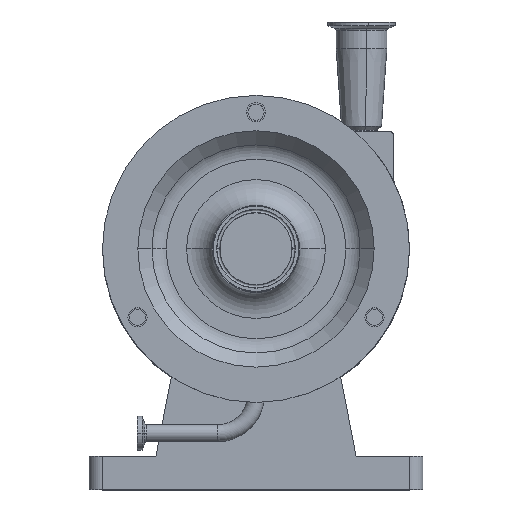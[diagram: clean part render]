
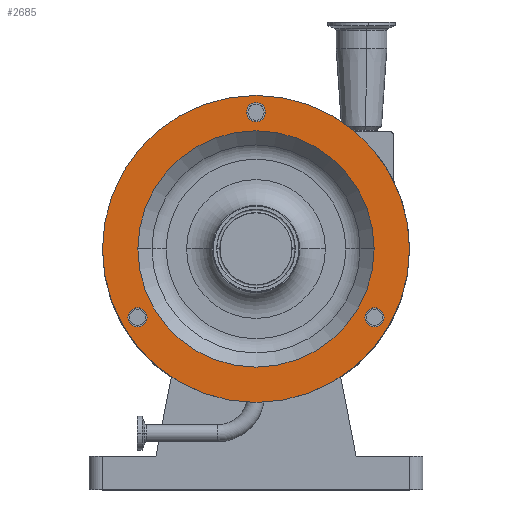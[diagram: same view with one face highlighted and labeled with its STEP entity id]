
A CAD part, top view. The second image highlights one B-rep face of the part: STEP entity #2685.
In plain terms, the highlighted planar face has unit normal (0, 0, 1).
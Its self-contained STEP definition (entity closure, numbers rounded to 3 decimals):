
#793 = VERTEX_POINT ( 'NONE', #4473 ) ;
#797 = VERTEX_POINT ( 'NONE', #4471 ) ;
#823 = VERTEX_POINT ( 'NONE', #4477 ) ;
#824 = VERTEX_POINT ( 'NONE', #4503 ) ;
#825 = EDGE_CURVE ( 'NONE', #823, #824, #4491, .T. ) ;
#887 = EDGE_CURVE ( 'NONE', #1003, #1014, #4626, .T. ) ;
#895 = VERTEX_POINT ( 'NONE', #4457 ) ;
#900 = VERTEX_POINT ( 'NONE', #4509 ) ;
#901 = EDGE_CURVE ( 'NONE', #895, #900, #4680, .T. ) ;
#945 = VERTEX_POINT ( 'NONE', #4761 ) ;
#1003 = VERTEX_POINT ( 'NONE', #4933 ) ;
#1014 = VERTEX_POINT ( 'NONE', #5000 ) ;
#1043 = EDGE_CURVE ( 'NONE', #797, #793, #5033, .T. ) ;
#1048 = EDGE_CURVE ( 'NONE', #1049, #945, #5021, .T. ) ;
#1049 = VERTEX_POINT ( 'NONE', #4986 ) ;
#2537 = EDGE_LOOP ( 'NONE', ( #2542, #2540 ) ) ;
#2538 = ORIENTED_EDGE ( 'NONE', *, *, #901, .F. ) ;
#2539 = ORIENTED_EDGE ( 'NONE', *, *, #1048, .T. ) ;
#2540 = ORIENTED_EDGE ( 'NONE', *, *, #1043, .F. ) ;
#2541 = EDGE_LOOP ( 'NONE', ( #2543, #2545 ) ) ;
#2542 = ORIENTED_EDGE ( 'NONE', *, *, #2688, .F. ) ;
#2543 = ORIENTED_EDGE ( 'NONE', *, *, #2564, .F. ) ;
#2544 = EDGE_LOOP ( 'NONE', ( #2546, #2538 ) ) ;
#2545 = ORIENTED_EDGE ( 'NONE', *, *, #887, .F. ) ;
#2546 = ORIENTED_EDGE ( 'NONE', *, *, #2694, .F. ) ;
#2548 = EDGE_LOOP ( 'NONE', ( #2539, #2862 ) ) ;
#2564 = EDGE_CURVE ( 'NONE', #1014, #1003, #7996, .T. ) ;
#2586 = EDGE_CURVE ( 'NONE', #824, #823, #7965, .T. ) ;
#2685 = ADVANCED_FACE ( 'NONE', ( #8169, #8130, #8173, #8122, #8175 ), #8167, .F. ) ;
#2688 = EDGE_CURVE ( 'NONE', #793, #797, #8117, .T. ) ;
#2694 = EDGE_CURVE ( 'NONE', #900, #895, #8108, .T. ) ;
#2703 = EDGE_CURVE ( 'NONE', #945, #1049, #8286, .T. ) ;
#2754 = ORIENTED_EDGE ( 'NONE', *, *, #825, .F. ) ;
#2851 = ORIENTED_EDGE ( 'NONE', *, *, #2586, .F. ) ;
#2862 = ORIENTED_EDGE ( 'NONE', *, *, #2703, .T. ) ;
#2897 = EDGE_LOOP ( 'NONE', ( #2851, #2754 ) ) ;
#4457 = CARTESIAN_POINT ( 'NONE',  ( -7.144, 102.5, 194. ) ) ;
#4471 = CARTESIAN_POINT ( 'NONE',  ( -95.911, -51.25, 194. ) ) ;
#4473 = CARTESIAN_POINT ( 'NONE',  ( -81.624, -51.25, 194. ) ) ;
#4477 = CARTESIAN_POINT ( 'NONE',  ( -88.5, 0., 194. ) ) ;
#4478 = DIRECTION ( 'NONE',  ( 1., 0., 0. ) ) ;
#4479 = DIRECTION ( 'NONE',  ( 0., 0., 1. ) ) ;
#4485 = AXIS2_PLACEMENT_3D ( 'NONE', #4500, #4479, #4478 ) ;
#4491 = CIRCLE ( 'NONE', #4485, 88.5 ) ;
#4500 = CARTESIAN_POINT ( 'NONE',  ( 0., 0., 194. ) ) ;
#4503 = CARTESIAN_POINT ( 'NONE',  ( 88.5, 0., 194. ) ) ;
#4509 = CARTESIAN_POINT ( 'NONE',  ( 7.144, 102.5, 194. ) ) ;
#4601 = DIRECTION ( 'NONE',  ( 1., 0., 0. ) ) ;
#4602 = DIRECTION ( 'NONE',  ( 0., 0., 1. ) ) ;
#4603 = CARTESIAN_POINT ( 'NONE',  ( 88.768, -51.25, 194. ) ) ;
#4625 = AXIS2_PLACEMENT_3D ( 'NONE', #4603, #4602, #4601 ) ;
#4626 = CIRCLE ( 'NONE', #4625, 7.144 ) ;
#4680 = CIRCLE ( 'NONE', #4782, 7.144 ) ;
#4686 = DIRECTION ( 'NONE',  ( 0., 0., 1. ) ) ;
#4709 = CARTESIAN_POINT ( 'NONE',  ( 0., 102.5, 194. ) ) ;
#4740 = DIRECTION ( 'NONE',  ( 1., 0., 0. ) ) ;
#4761 = CARTESIAN_POINT ( 'NONE',  ( -115., 0., 194. ) ) ;
#4782 = AXIS2_PLACEMENT_3D ( 'NONE', #4709, #4686, #4740 ) ;
#4933 = CARTESIAN_POINT ( 'NONE',  ( 81.624, -51.25, 194. ) ) ;
#4940 = DIRECTION ( 'NONE',  ( 1., 0., 0. ) ) ;
#4941 = DIRECTION ( 'NONE',  ( 0., 0., 1. ) ) ;
#4949 = CARTESIAN_POINT ( 'NONE',  ( 0., 0., 194. ) ) ;
#4951 = DIRECTION ( 'NONE',  ( 1., 0., 0. ) ) ;
#4952 = DIRECTION ( 'NONE',  ( 0., 0., 1. ) ) ;
#4979 = AXIS2_PLACEMENT_3D ( 'NONE', #4949, #4941, #4940 ) ;
#4980 = AXIS2_PLACEMENT_3D ( 'NONE', #4987, #4952, #4951 ) ;
#4986 = CARTESIAN_POINT ( 'NONE',  ( 115., 0., 194. ) ) ;
#4987 = CARTESIAN_POINT ( 'NONE',  ( -88.768, -51.25, 194. ) ) ;
#5000 = CARTESIAN_POINT ( 'NONE',  ( 95.911, -51.25, 194. ) ) ;
#5021 = CIRCLE ( 'NONE', #4979, 115. ) ;
#5033 = CIRCLE ( 'NONE', #4980, 7.144 ) ;
#7949 = DIRECTION ( 'NONE',  ( 1., 0., 0. ) ) ;
#7964 = CARTESIAN_POINT ( 'NONE',  ( 0., 0., 194. ) ) ;
#7965 = CIRCLE ( 'NONE', #7987, 88.5 ) ;
#7985 = DIRECTION ( 'NONE',  ( 1., 0., 0. ) ) ;
#7986 = DIRECTION ( 'NONE',  ( 0., 0., 1. ) ) ;
#7987 = AXIS2_PLACEMENT_3D ( 'NONE', #7964, #7986, #7985 ) ;
#7996 = CIRCLE ( 'NONE', #8006, 7.144 ) ;
#8004 = DIRECTION ( 'NONE',  ( 0., 0., 1. ) ) ;
#8005 = CARTESIAN_POINT ( 'NONE',  ( 88.768, -51.25, 194. ) ) ;
#8006 = AXIS2_PLACEMENT_3D ( 'NONE', #8005, #8004, #7949 ) ;
#8085 = DIRECTION ( 'NONE',  ( 1., 0., 0. ) ) ;
#8096 = DIRECTION ( 'NONE',  ( -1., 0., 0. ) ) ;
#8097 = DIRECTION ( 'NONE',  ( 0., 0., -1. ) ) ;
#8098 = CARTESIAN_POINT ( 'NONE',  ( 0., 32., 194. ) ) ;
#8108 = CIRCLE ( 'NONE', #8145, 7.144 ) ;
#8110 = DIRECTION ( 'NONE',  ( 1., 0., 0. ) ) ;
#8117 = CIRCLE ( 'NONE', #8119, 7.144 ) ;
#8119 = AXIS2_PLACEMENT_3D ( 'NONE', #8140, #8135, #8110 ) ;
#8122 = FACE_OUTER_BOUND ( 'NONE', #2548, .T. ) ;
#8130 = FACE_BOUND ( 'NONE', #2537, .T. ) ;
#8135 = DIRECTION ( 'NONE',  ( 0., 0., 1. ) ) ;
#8136 = CARTESIAN_POINT ( 'NONE',  ( 0., 102.5, 194. ) ) ;
#8140 = CARTESIAN_POINT ( 'NONE',  ( -88.768, -51.25, 194. ) ) ;
#8144 = DIRECTION ( 'NONE',  ( 0., 0., 1. ) ) ;
#8145 = AXIS2_PLACEMENT_3D ( 'NONE', #8136, #8144, #8085 ) ;
#8167 = PLANE ( 'NONE',  #8174 ) ;
#8169 = FACE_BOUND ( 'NONE', #2541, .T. ) ;
#8173 = FACE_BOUND ( 'NONE', #2544, .T. ) ;
#8174 = AXIS2_PLACEMENT_3D ( 'NONE', #8098, #8097, #8096 ) ;
#8175 = FACE_BOUND ( 'NONE', #2897, .T. ) ;
#8286 = CIRCLE ( 'NONE', #8311, 115. ) ;
#8309 = DIRECTION ( 'NONE',  ( 1., 0., 0. ) ) ;
#8310 = DIRECTION ( 'NONE',  ( 0., 0., 1. ) ) ;
#8311 = AXIS2_PLACEMENT_3D ( 'NONE', #8318, #8310, #8309 ) ;
#8318 = CARTESIAN_POINT ( 'NONE',  ( 0., 0., 194. ) ) ;
